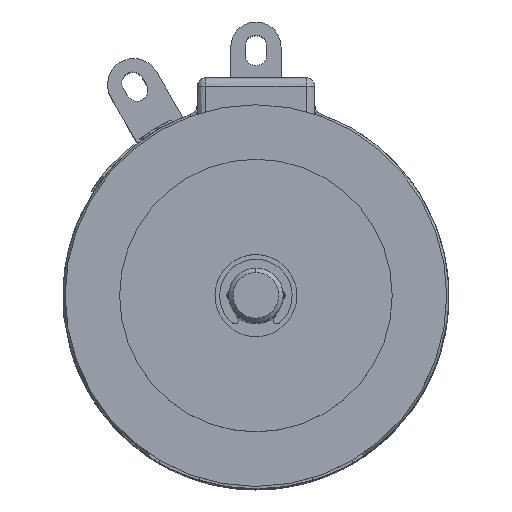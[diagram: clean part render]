
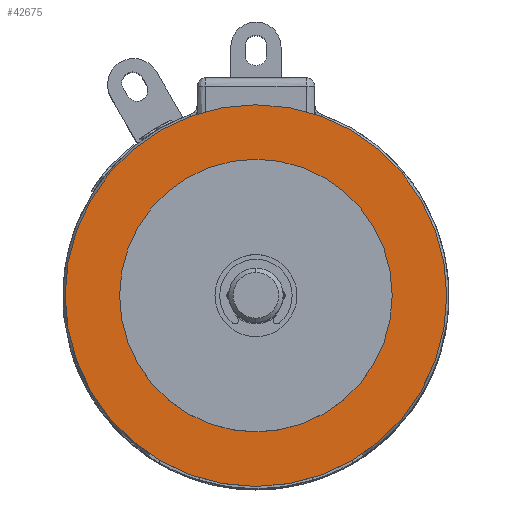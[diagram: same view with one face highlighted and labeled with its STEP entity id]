
A CAD part, top view. The second image highlights one B-rep face of the part: STEP entity #42675.
In plain terms, the highlighted free-form (B-spline) face has degree [1, 1] with [2, 2] control points.
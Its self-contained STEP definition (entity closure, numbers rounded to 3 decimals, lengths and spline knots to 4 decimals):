
#11591=CARTESIAN_POINT('',(0.,0.,0.308));
#11592=DIRECTION('',(0.,0.,1.));
#11593=DIRECTION('',(0.,-1.,0.));
#11594=AXIS2_PLACEMENT_3D('',#11591,#11592,#11593);
#11599=CARTESIAN_POINT('',(0.,0.,0.308));
#11600=DIRECTION('',(0.,0.,-1.));
#11601=DIRECTION('',(0.,-1.,0.));
#11602=AXIS2_PLACEMENT_3D('',#11599,#11600,#11601);
#11607=CARTESIAN_POINT('',(0.,0.,0.308));
#11608=DIRECTION('',(0.,0.,-1.));
#11609=DIRECTION('',(0.,-1.,0.));
#11610=AXIS2_PLACEMENT_3D('',#11607,#11608,#11609);
#11629=CARTESIAN_POINT('',(0.,0.,0.308));
#11630=DIRECTION('',(0.,0.,1.));
#11631=DIRECTION('',(0.,-1.,0.));
#11632=AXIS2_PLACEMENT_3D('',#11629,#11630,#11631);
#27948=CARTESIAN_POINT('',(0.,-0.4375,0.308));
#27950=VERTEX_POINT('',#27948);
#27951=CARTESIAN_POINT('',(0.,-0.3125,0.308));
#27953=VERTEX_POINT('',#27951);
#27966=CARTESIAN_POINT('',(0.,0.4375,0.308));
#27968=VERTEX_POINT('',#27966);
#27969=CARTESIAN_POINT('',(0.,0.3125,0.308));
#27971=VERTEX_POINT('',#27969);
#42660=CARTESIAN_POINT('',(-0.4552,-0.455,0.308));
#42661=CARTESIAN_POINT('',(0.4552,-0.455,0.308));
#42662=CARTESIAN_POINT('',(-0.4552,0.455,0.308));
#42663=CARTESIAN_POINT('',(0.4552,0.455,0.308));
#42664=B_SPLINE_SURFACE_WITH_KNOTS('',1,1,((#42660,#42661),(#42662,#42663)),
.UNSPECIFIED.,.F.,.F.,.F.,(2,2),(2,2),(-0.455,0.455),(-0.4552,
0.4552),.UNSPECIFIED.);
#42665=ORIENTED_EDGE('',*,*,#42653,.F.);
#42666=ORIENTED_EDGE('',*,*,#42618,.T.);
#42667=EDGE_LOOP('',(#42665,#42666));
#42668=FACE_OUTER_BOUND('',#42667,.F.);
#42670=ORIENTED_EDGE('',*,*,#42669,.F.);
#42672=ORIENTED_EDGE('',*,*,#42671,.T.);
#42673=EDGE_LOOP('',(#42670,#42672));
#42674=FACE_BOUND('',#42673,.F.);
#42675=ADVANCED_FACE('',(#42668,#42674),#42664,.F.);
#11595=CIRCLE('',#11594,0.4375);
#11603=CIRCLE('',#11602,0.4375);
#11611=CIRCLE('',#11610,0.3125);
#11633=CIRCLE('',#11632,0.3125);
#42618=EDGE_CURVE('',#27950,#27968,#11603,.T.);
#42653=EDGE_CURVE('',#27950,#27968,#11595,.T.);
#42669=EDGE_CURVE('',#27953,#27971,#11611,.T.);
#42671=EDGE_CURVE('',#27953,#27971,#11633,.T.);
